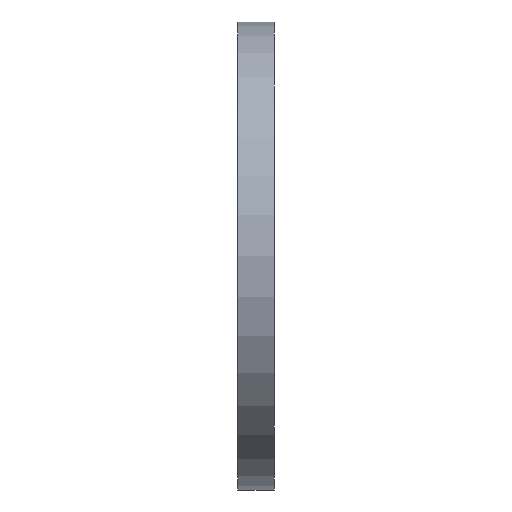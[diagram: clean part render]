
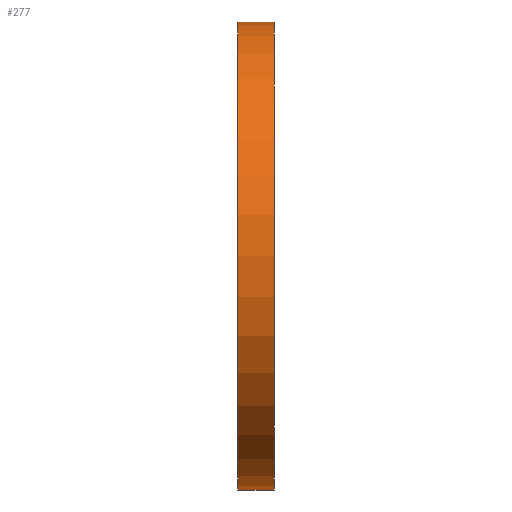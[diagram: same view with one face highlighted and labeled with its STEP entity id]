
A CAD part, left-side view. The second image highlights one B-rep face of the part: STEP entity #277.
In plain terms, the highlighted cylindrical face has radius 142.5 mm (diameter 285 mm), a partial arc.
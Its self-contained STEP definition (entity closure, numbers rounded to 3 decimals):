
#2 = VERTEX_POINT ( 'NONE', #710 ) ;
#4 = AXIS2_PLACEMENT_3D ( 'NONE', #18, #883, #163 ) ;
#18 = CARTESIAN_POINT ( 'NONE',  ( 0., 0., 0. ) ) ;
#38 = CYLINDRICAL_SURFACE ( 'NONE', #591, 142.5 ) ;
#78 = DIRECTION ( 'NONE',  ( 0., -1., 0. ) ) ;
#117 = ORIENTED_EDGE ( 'NONE', *, *, #342, .T. ) ;
#122 = DIRECTION ( 'NONE',  ( 0., -1., 0. ) ) ;
#163 = DIRECTION ( 'NONE',  ( 0., 0., 1. ) ) ;
#189 = CARTESIAN_POINT ( 'NONE',  ( 0., 22., 142.5 ) ) ;
#195 = DIRECTION ( 'NONE',  ( 0., -1., 0. ) ) ;
#205 = CARTESIAN_POINT ( 'NONE',  ( 0., 22., 142.5 ) ) ;
#268 = DIRECTION ( 'NONE',  ( 0., 0., 1. ) ) ;
#277 = ADVANCED_FACE ( 'NONE', ( #391 ), #38, .T. ) ;
#283 = EDGE_CURVE ( 'NONE', #703, #833, #759, .T. ) ;
#335 = EDGE_LOOP ( 'NONE', ( #892, #413, #117, #564 ) ) ;
#342 = EDGE_CURVE ( 'NONE', #788, #2, #366, .T. ) ;
#353 = CIRCLE ( 'NONE', #4, 142.5 ) ;
#366 = LINE ( 'NONE', #639, #916 ) ;
#369 = CIRCLE ( 'NONE', #606, 142.5 ) ;
#391 = FACE_OUTER_BOUND ( 'NONE', #335, .T. ) ;
#400 = CARTESIAN_POINT ( 'NONE',  ( 0., 22., 0. ) ) ;
#413 = ORIENTED_EDGE ( 'NONE', *, *, #766, .F. ) ;
#485 = VECTOR ( 'NONE', #122, 1000. ) ;
#527 = EDGE_CURVE ( 'NONE', #2, #833, #353, .T. ) ;
#556 = DIRECTION ( 'NONE',  ( 0., 0., -1. ) ) ;
#564 = ORIENTED_EDGE ( 'NONE', *, *, #527, .T. ) ;
#591 = AXIS2_PLACEMENT_3D ( 'NONE', #898, #195, #556 ) ;
#606 = AXIS2_PLACEMENT_3D ( 'NONE', #400, #897, #268 ) ;
#639 = CARTESIAN_POINT ( 'NONE',  ( 0., 22., -142.5 ) ) ;
#703 = VERTEX_POINT ( 'NONE', #189 ) ;
#710 = CARTESIAN_POINT ( 'NONE',  ( 0., 0., -142.5 ) ) ;
#759 = LINE ( 'NONE', #205, #485 ) ;
#766 = EDGE_CURVE ( 'NONE', #788, #703, #369, .T. ) ;
#788 = VERTEX_POINT ( 'NONE', #852 ) ;
#833 = VERTEX_POINT ( 'NONE', #848 ) ;
#848 = CARTESIAN_POINT ( 'NONE',  ( 0., 0., 142.5 ) ) ;
#852 = CARTESIAN_POINT ( 'NONE',  ( 0., 22., -142.5 ) ) ;
#883 = DIRECTION ( 'NONE',  ( 0., 1., 0. ) ) ;
#892 = ORIENTED_EDGE ( 'NONE', *, *, #283, .F. ) ;
#897 = DIRECTION ( 'NONE',  ( 0., 1., 0. ) ) ;
#898 = CARTESIAN_POINT ( 'NONE',  ( 0., 22., 0. ) ) ;
#916 = VECTOR ( 'NONE', #78, 1000. ) ;
